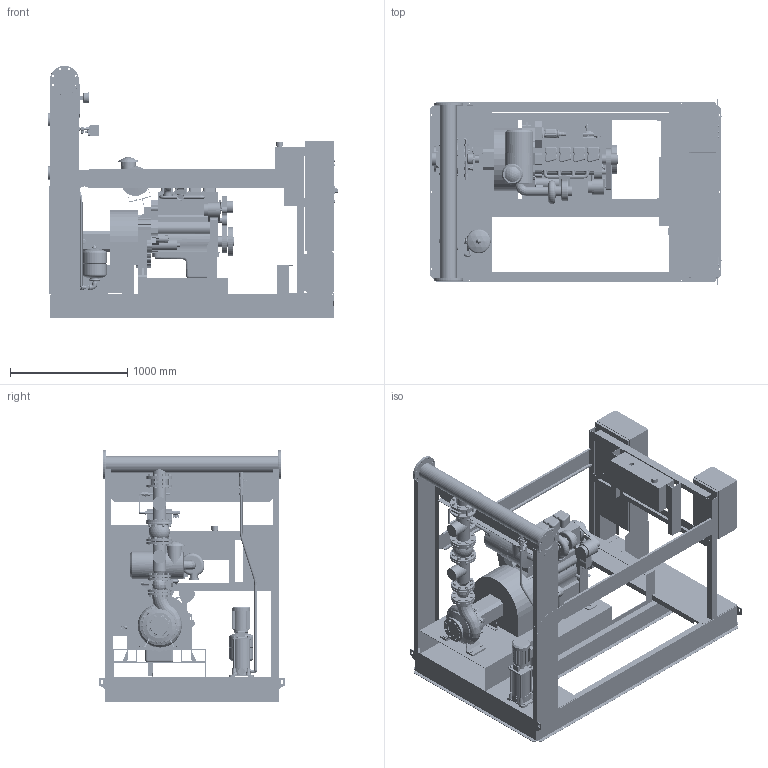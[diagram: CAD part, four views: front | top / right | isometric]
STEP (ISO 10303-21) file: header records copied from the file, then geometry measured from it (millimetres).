
FILE_DESCRIPTION((''),'2;1');
FILE_NAME('3d_Sifire-EN-80_250-266-100_1.1DJ-4183902.stp','2015-05-26T10:28:30',(''),(''),'Mechanical Desktop 2009','Mechanical Desktop 2009',', , ');
FILE_SCHEMA(('CONFIG_CONTROL_DESIGN'));
Length unit declared in the file: millimetre
Products named in the file (1): Product
Bounding box: 2485.5 x 1582 x 2152 mm (x, y, z)
Volume: 511364629.2 mm3; surface area: 39396645.4 mm2
Topology: 219 solids, 219 shells, 5490 faces, 13337 edges, 8401 vertices
Faces by surface type: plane 2093, bspline 1420, cylinder 1212, cone 580, torus 156, sphere 29
Full cylindrical faces by diameter (mm): 277 x1
Entity records: 176052 total; most frequent: CARTESIAN_POINT 53559, ORIENTED_EDGE 26606, DIRECTION 23868, EDGE_CURVE 13303, VERTEX_POINT 8400, AXIS2_PLACEMENT_3D 8363, VECTOR 7142, LINE 7142
